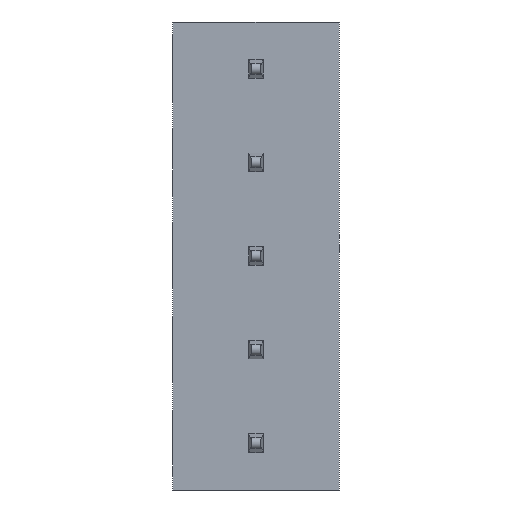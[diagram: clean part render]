
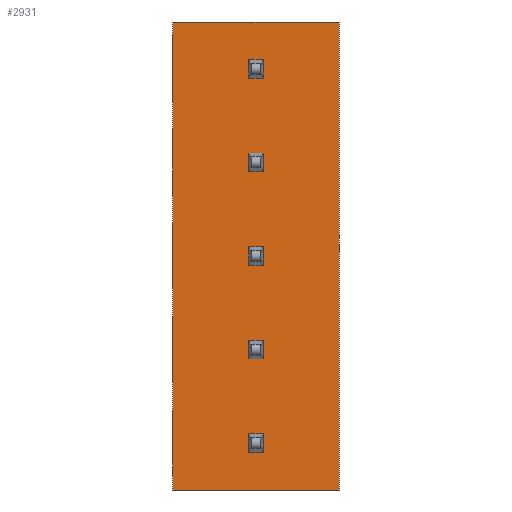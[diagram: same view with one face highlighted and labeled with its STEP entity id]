
A CAD part, front view. The second image highlights one B-rep face of the part: STEP entity #2931.
In plain terms, the highlighted planar face has unit normal (0, -1, 0).
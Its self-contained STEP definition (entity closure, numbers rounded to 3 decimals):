
#59=DIRECTION('',(-1.,0.,0.));
#60=VECTOR('',#59,8.9);
#61=CARTESIAN_POINT('',(4.45,-7.25,22.5));
#62=LINE('',#61,#60);
#132=DIRECTION('',(0.,0.,1.));
#133=VECTOR('',#132,25.);
#134=CARTESIAN_POINT('',(-4.45,-7.25,-2.5));
#135=LINE('',#134,#133);
#136=DIRECTION('',(1.,0.,0.));
#137=VECTOR('',#136,0.8);
#138=CARTESIAN_POINT('',(-0.4,-7.25,-0.5));
#139=LINE('',#138,#137);
#140=DIRECTION('',(0.,0.,1.));
#141=VECTOR('',#140,1.);
#142=CARTESIAN_POINT('',(0.4,-7.25,-0.5));
#143=LINE('',#142,#141);
#144=DIRECTION('',(1.,0.,0.));
#145=VECTOR('',#144,0.8);
#146=CARTESIAN_POINT('',(-0.4,-7.25,0.5));
#147=LINE('',#146,#145);
#148=DIRECTION('',(0.,0.,1.));
#149=VECTOR('',#148,1.);
#150=CARTESIAN_POINT('',(-0.4,-7.25,-0.5));
#151=LINE('',#150,#149);
#152=DIRECTION('',(1.,0.,0.));
#153=VECTOR('',#152,0.8);
#154=CARTESIAN_POINT('',(-0.4,-7.25,4.5));
#155=LINE('',#154,#153);
#156=DIRECTION('',(0.,0.,1.));
#157=VECTOR('',#156,1.);
#158=CARTESIAN_POINT('',(0.4,-7.25,4.5));
#159=LINE('',#158,#157);
#160=DIRECTION('',(1.,0.,0.));
#161=VECTOR('',#160,0.8);
#162=CARTESIAN_POINT('',(-0.4,-7.25,5.5));
#163=LINE('',#162,#161);
#164=DIRECTION('',(0.,0.,1.));
#165=VECTOR('',#164,1.);
#166=CARTESIAN_POINT('',(-0.4,-7.25,4.5));
#167=LINE('',#166,#165);
#168=DIRECTION('',(1.,0.,0.));
#169=VECTOR('',#168,0.8);
#170=CARTESIAN_POINT('',(-0.4,-7.25,9.5));
#171=LINE('',#170,#169);
#172=DIRECTION('',(0.,0.,1.));
#173=VECTOR('',#172,1.);
#174=CARTESIAN_POINT('',(0.4,-7.25,9.5));
#175=LINE('',#174,#173);
#176=DIRECTION('',(1.,0.,0.));
#177=VECTOR('',#176,0.8);
#178=CARTESIAN_POINT('',(-0.4,-7.25,10.5));
#179=LINE('',#178,#177);
#180=DIRECTION('',(0.,0.,1.));
#181=VECTOR('',#180,1.);
#182=CARTESIAN_POINT('',(-0.4,-7.25,9.5));
#183=LINE('',#182,#181);
#184=DIRECTION('',(1.,0.,0.));
#185=VECTOR('',#184,0.8);
#186=CARTESIAN_POINT('',(-0.4,-7.25,14.5));
#187=LINE('',#186,#185);
#188=DIRECTION('',(0.,0.,1.));
#189=VECTOR('',#188,1.);
#190=CARTESIAN_POINT('',(0.4,-7.25,14.5));
#191=LINE('',#190,#189);
#192=DIRECTION('',(1.,0.,0.));
#193=VECTOR('',#192,0.8);
#194=CARTESIAN_POINT('',(-0.4,-7.25,15.5));
#195=LINE('',#194,#193);
#196=DIRECTION('',(0.,0.,1.));
#197=VECTOR('',#196,1.);
#198=CARTESIAN_POINT('',(-0.4,-7.25,14.5));
#199=LINE('',#198,#197);
#200=DIRECTION('',(1.,0.,0.));
#201=VECTOR('',#200,0.8);
#202=CARTESIAN_POINT('',(-0.4,-7.25,19.5));
#203=LINE('',#202,#201);
#204=DIRECTION('',(0.,0.,1.));
#205=VECTOR('',#204,1.);
#206=CARTESIAN_POINT('',(0.4,-7.25,19.5));
#207=LINE('',#206,#205);
#208=DIRECTION('',(1.,0.,0.));
#209=VECTOR('',#208,0.8);
#210=CARTESIAN_POINT('',(-0.4,-7.25,20.5));
#211=LINE('',#210,#209);
#212=DIRECTION('',(0.,0.,1.));
#213=VECTOR('',#212,1.);
#214=CARTESIAN_POINT('',(-0.4,-7.25,19.5));
#215=LINE('',#214,#213);
#216=DIRECTION('',(0.,0.,1.));
#217=VECTOR('',#216,25.);
#218=CARTESIAN_POINT('',(4.45,-7.25,-2.5));
#219=LINE('',#218,#217);
#311=DIRECTION('',(-1.,0.,0.));
#312=VECTOR('',#311,8.9);
#313=CARTESIAN_POINT('',(4.45,-7.25,-2.5));
#314=LINE('',#313,#312);
#2194=CARTESIAN_POINT('',(-4.45,-7.25,22.5));
#2195=VERTEX_POINT('',#2194);
#2196=CARTESIAN_POINT('',(4.45,-7.25,22.5));
#2197=VERTEX_POINT('',#2196);
#2218=CARTESIAN_POINT('',(-4.45,-7.25,-2.5));
#2219=VERTEX_POINT('',#2218);
#2220=CARTESIAN_POINT('',(4.45,-7.25,-2.5));
#2221=VERTEX_POINT('',#2220);
#2312=CARTESIAN_POINT('',(-0.4,-7.25,-0.5));
#2313=CARTESIAN_POINT('',(0.4,-7.25,-0.5));
#2314=VERTEX_POINT('',#2312);
#2315=VERTEX_POINT('',#2313);
#2316=CARTESIAN_POINT('',(-0.4,-7.25,0.5));
#2317=CARTESIAN_POINT('',(0.4,-7.25,0.5));
#2318=VERTEX_POINT('',#2316);
#2319=VERTEX_POINT('',#2317);
#2411=CARTESIAN_POINT('',(-0.4,-7.25,4.5));
#2412=CARTESIAN_POINT('',(0.4,-7.25,4.5));
#2413=VERTEX_POINT('',#2411);
#2414=VERTEX_POINT('',#2412);
#2415=CARTESIAN_POINT('',(-0.4,-7.25,5.5));
#2416=CARTESIAN_POINT('',(0.4,-7.25,5.5));
#2417=VERTEX_POINT('',#2415);
#2418=VERTEX_POINT('',#2416);
#2510=CARTESIAN_POINT('',(-0.4,-7.25,9.5));
#2511=CARTESIAN_POINT('',(0.4,-7.25,9.5));
#2512=VERTEX_POINT('',#2510);
#2513=VERTEX_POINT('',#2511);
#2514=CARTESIAN_POINT('',(-0.4,-7.25,10.5));
#2515=CARTESIAN_POINT('',(0.4,-7.25,10.5));
#2516=VERTEX_POINT('',#2514);
#2517=VERTEX_POINT('',#2515);
#2609=CARTESIAN_POINT('',(-0.4,-7.25,14.5));
#2610=CARTESIAN_POINT('',(0.4,-7.25,14.5));
#2611=VERTEX_POINT('',#2609);
#2612=VERTEX_POINT('',#2610);
#2613=CARTESIAN_POINT('',(-0.4,-7.25,15.5));
#2614=CARTESIAN_POINT('',(0.4,-7.25,15.5));
#2615=VERTEX_POINT('',#2613);
#2616=VERTEX_POINT('',#2614);
#2708=CARTESIAN_POINT('',(-0.4,-7.25,19.5));
#2709=CARTESIAN_POINT('',(0.4,-7.25,19.5));
#2710=VERTEX_POINT('',#2708);
#2711=VERTEX_POINT('',#2709);
#2712=CARTESIAN_POINT('',(-0.4,-7.25,20.5));
#2713=CARTESIAN_POINT('',(0.4,-7.25,20.5));
#2714=VERTEX_POINT('',#2712);
#2715=VERTEX_POINT('',#2713);
#2868=CARTESIAN_POINT('',(-4.45,-7.25,22.5));
#2869=DIRECTION('',(0.,-1.,0.));
#2870=DIRECTION('',(1.,0.,0.));
#2871=AXIS2_PLACEMENT_3D('',#2868,#2869,#2870);
#2872=PLANE('',#2871);
#2873=ORIENTED_EDGE('',*,*,#2750,.F.);
#2875=ORIENTED_EDGE('',*,*,#2874,.F.);
#2877=ORIENTED_EDGE('',*,*,#2876,.T.);
#2878=ORIENTED_EDGE('',*,*,#2810,.T.);
#2879=EDGE_LOOP('',(#2873,#2875,#2877,#2878));
#2880=FACE_OUTER_BOUND('',#2879,.F.);
#2882=ORIENTED_EDGE('',*,*,#2881,.T.);
#2884=ORIENTED_EDGE('',*,*,#2883,.T.);
#2886=ORIENTED_EDGE('',*,*,#2885,.F.);
#2888=ORIENTED_EDGE('',*,*,#2887,.F.);
#2889=EDGE_LOOP('',(#2882,#2884,#2886,#2888));
#2890=FACE_BOUND('',#2889,.F.);
#2892=ORIENTED_EDGE('',*,*,#2891,.T.);
#2894=ORIENTED_EDGE('',*,*,#2893,.T.);
#2896=ORIENTED_EDGE('',*,*,#2895,.F.);
#2898=ORIENTED_EDGE('',*,*,#2897,.F.);
#2899=EDGE_LOOP('',(#2892,#2894,#2896,#2898));
#2900=FACE_BOUND('',#2899,.F.);
#2902=ORIENTED_EDGE('',*,*,#2901,.T.);
#2904=ORIENTED_EDGE('',*,*,#2903,.T.);
#2906=ORIENTED_EDGE('',*,*,#2905,.F.);
#2908=ORIENTED_EDGE('',*,*,#2907,.F.);
#2909=EDGE_LOOP('',(#2902,#2904,#2906,#2908));
#2910=FACE_BOUND('',#2909,.F.);
#2912=ORIENTED_EDGE('',*,*,#2911,.T.);
#2914=ORIENTED_EDGE('',*,*,#2913,.T.);
#2916=ORIENTED_EDGE('',*,*,#2915,.F.);
#2918=ORIENTED_EDGE('',*,*,#2917,.F.);
#2919=EDGE_LOOP('',(#2912,#2914,#2916,#2918));
#2920=FACE_BOUND('',#2919,.F.);
#2922=ORIENTED_EDGE('',*,*,#2921,.T.);
#2924=ORIENTED_EDGE('',*,*,#2923,.T.);
#2926=ORIENTED_EDGE('',*,*,#2925,.F.);
#2928=ORIENTED_EDGE('',*,*,#2927,.F.);
#2929=EDGE_LOOP('',(#2922,#2924,#2926,#2928));
#2930=FACE_BOUND('',#2929,.F.);
#2750=EDGE_CURVE('',#2197,#2195,#62,.T.);
#2810=EDGE_CURVE('',#2219,#2195,#135,.T.);
#2874=EDGE_CURVE('',#2221,#2197,#219,.T.);
#2876=EDGE_CURVE('',#2221,#2219,#314,.T.);
#2881=EDGE_CURVE('',#2314,#2315,#139,.T.);
#2883=EDGE_CURVE('',#2315,#2319,#143,.T.);
#2885=EDGE_CURVE('',#2318,#2319,#147,.T.);
#2887=EDGE_CURVE('',#2314,#2318,#151,.T.);
#2891=EDGE_CURVE('',#2413,#2414,#155,.T.);
#2893=EDGE_CURVE('',#2414,#2418,#159,.T.);
#2895=EDGE_CURVE('',#2417,#2418,#163,.T.);
#2897=EDGE_CURVE('',#2413,#2417,#167,.T.);
#2901=EDGE_CURVE('',#2512,#2513,#171,.T.);
#2903=EDGE_CURVE('',#2513,#2517,#175,.T.);
#2905=EDGE_CURVE('',#2516,#2517,#179,.T.);
#2907=EDGE_CURVE('',#2512,#2516,#183,.T.);
#2911=EDGE_CURVE('',#2611,#2612,#187,.T.);
#2913=EDGE_CURVE('',#2612,#2616,#191,.T.);
#2915=EDGE_CURVE('',#2615,#2616,#195,.T.);
#2917=EDGE_CURVE('',#2611,#2615,#199,.T.);
#2921=EDGE_CURVE('',#2710,#2711,#203,.T.);
#2923=EDGE_CURVE('',#2711,#2715,#207,.T.);
#2925=EDGE_CURVE('',#2714,#2715,#211,.T.);
#2927=EDGE_CURVE('',#2710,#2714,#215,.T.);
#2931=ADVANCED_FACE('',(#2880,#2890,#2900,#2910,#2920,#2930),#2872,.T.);
